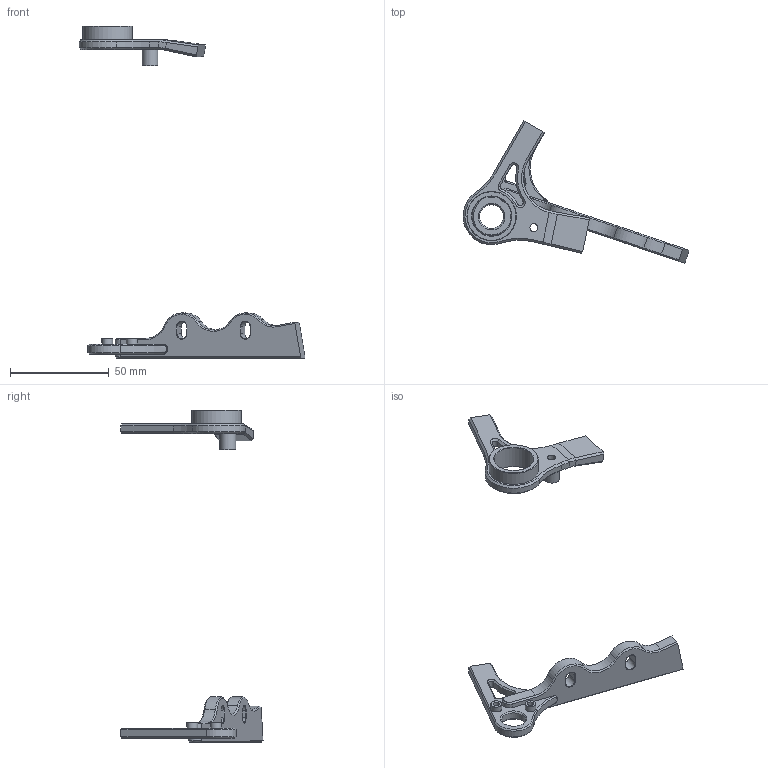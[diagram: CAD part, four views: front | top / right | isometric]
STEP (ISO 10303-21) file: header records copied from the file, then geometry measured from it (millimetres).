
FILE_DESCRIPTION(/* description */ (''),/* implementation_level */ '2;1');
FILE_NAME(/* name */ 'PCR_flatmount_UDH_dropout_v1.step',/* time_stamp */ '2025-05-24T01:11:57+03:00',/* author */ (''),/* organization */ (''),/* preprocessor_version */ 'ST-DEVELOPER v20.1',/* originating_system */ 'Autodesk Translation Framework v14.4.0.0',/* authorisation */ '');
FILE_SCHEMA (('AUTOMOTIVE_DESIGN { 1 0 10303 214 3 1 1 }'));
Length unit declared in the file: millimetre
Products named in the file (1): MKXIII
Bounding box: 114.35 x 71.9 x 168 mm (x, y, z)
Volume: 23217.4 mm3; surface area: 14536.9 mm2
Topology: 7 solids, 7 shells, 190 faces, 439 edges, 263 vertices
Faces by surface type: plane 75, cone 61, cylinder 46, bspline 8
Full cylindrical faces by diameter (mm): 3 x4, 4 x2, 5.5 x2, 8 x1, 12 x1, 20 x1, 25 x2
Entity records: 5710 total; most frequent: CARTESIAN_POINT 1293, DIRECTION 932, ORIENTED_EDGE 878, EDGE_CURVE 439, AXIS2_PLACEMENT_3D 336, VERTEX_POINT 263, LINE 260, VECTOR 260
